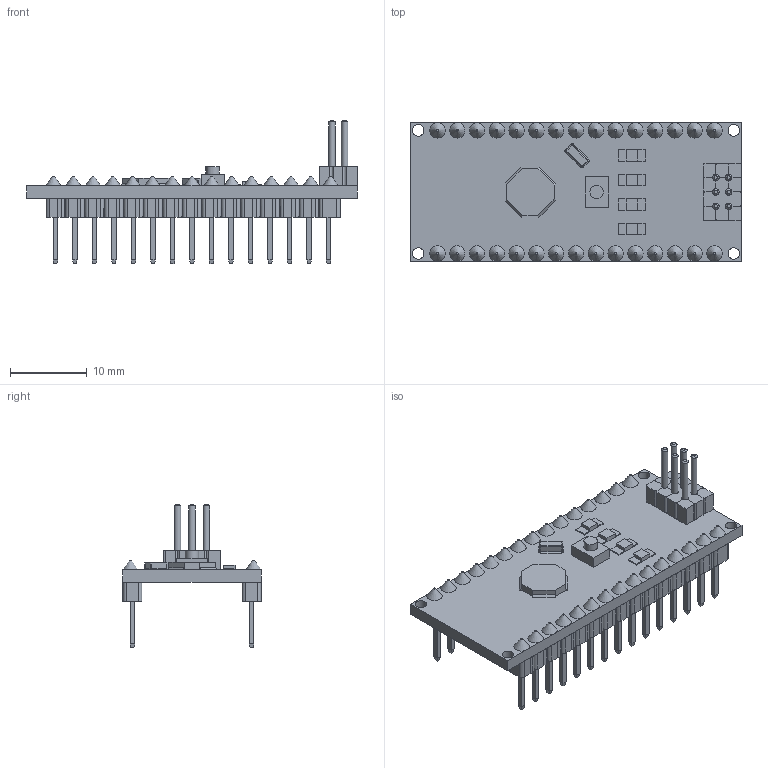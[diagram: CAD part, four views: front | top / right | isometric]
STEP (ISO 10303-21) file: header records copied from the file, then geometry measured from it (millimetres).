
FILE_DESCRIPTION(/* description */ (''),/* implementation_level */ '2;1');
FILE_NAME(/* name */ 'Arduino v5.step',/* time_stamp */ '2022-03-24T21:55:00+01:00',/* author */ (''),/* organization */ (''),/* preprocessor_version */ 'ST-DEVELOPER v18.1',/* originating_system */ 'Autodesk Translation Framework v10.13.0.1454',/* authorisation */ '');
FILE_SCHEMA (('AUTOMOTIVE_DESIGN { 1 0 10303 214 3 1 1 }'));
Length unit declared in the file: millimetre
Products named in the file (1): Arduino
Bounding box: 43 x 18 x 18.6 mm (x, y, z)
Volume: 1997.2 mm3; surface area: 4061.5 mm2
Topology: 92 solids, 92 shells, 1056 faces, 2464 edges, 1593 vertices
Faces by surface type: plane 777, cylinder 235, cone 36, torus 4, bspline 4
Full cylindrical faces by diameter (mm): 0.85 x6, 1.5 x4, 1.75 x1
Entity records: 29972 total; most frequent: DIRECTION 5226, CARTESIAN_POINT 5146, ORIENTED_EDGE 4928, EDGE_CURVE 2464, LINE 1808, VECTOR 1808, AXIS2_PLACEMENT_3D 1709, VERTEX_POINT 1593
